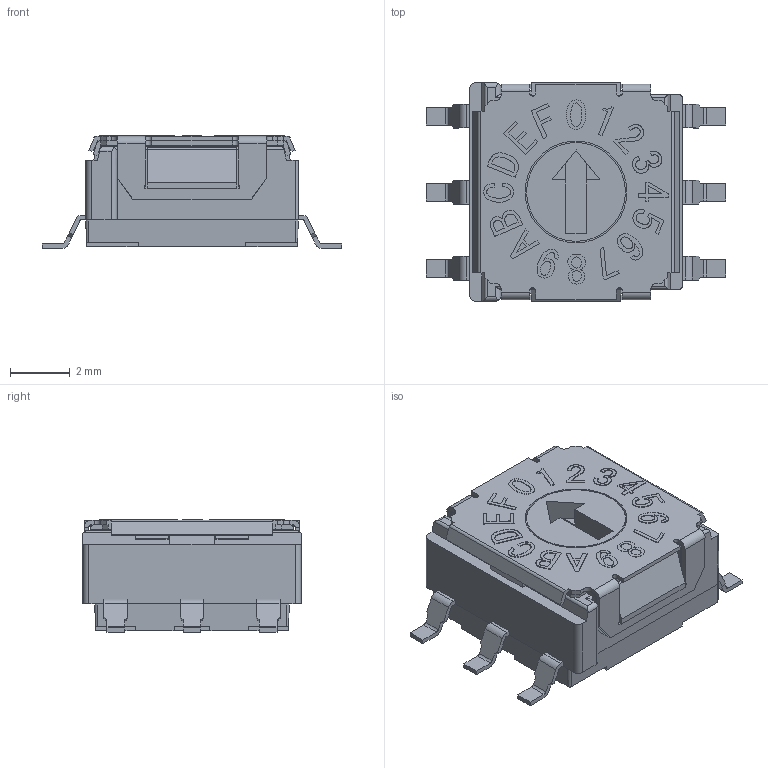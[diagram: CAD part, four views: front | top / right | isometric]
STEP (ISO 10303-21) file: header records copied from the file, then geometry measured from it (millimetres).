
FILE_DESCRIPTION(('FreeCAD Model'),'2;1');
FILE_NAME('SH_7050TB_cp.step','2019-04-07T11:46:00',( 'kicad StepUp'),('ksu MCAD'),'Open CASCADE STEP processor 7.2', 'FreeCAD','Unknown');
FILE_SCHEMA(('AUTOMOTIVE_DESIGN { 1 0 10303 214 1 1 1 1 }'));
Length unit declared in the file: millimetre
Products named in the file (1): SH_7050TB_cp
Bounding box: 10 x 7.3 x 3.77 mm (x, y, z)
Volume: 168.5 mm3; surface area: 390 mm2
Topology: 2 solids, 2 shells, 1422 faces, 4105 edges, 2714 vertices
Faces by surface type: plane 1285, cylinder 133, cone 4
Full cylindrical faces by diameter (mm): 1.2 x1, 3.28 x1, 3.3 x1, 3.4 x1, 3.42 x1, 4 x1
Entity records: 55874 total; most frequent: CARTESIAN_POINT 8280, ORIENTED_EDGE 8210, DIRECTION 7205, EDGE_CURVE 4105, LINE 3823, VECTOR 3823, VERTEX_POINT 2714, AXIS2_PLACEMENT_3D 1691
